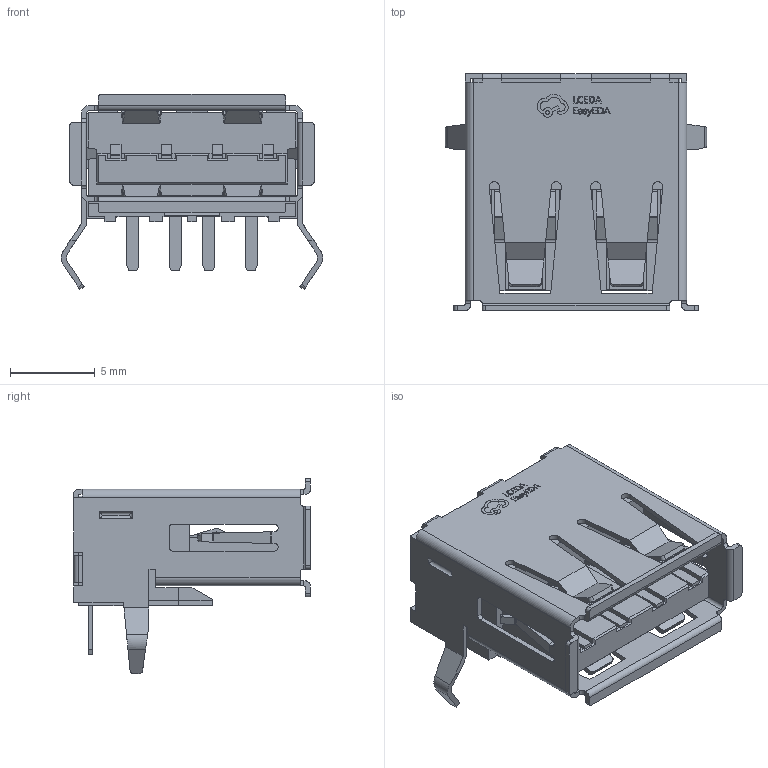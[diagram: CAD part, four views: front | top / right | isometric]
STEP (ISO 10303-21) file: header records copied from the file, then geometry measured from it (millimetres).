
FILE_DESCRIPTION (( 'STEP AP214' ), '1' );
FILE_NAME ('USB-A-TH_USB-231-ARY.step', '2022-07-15T08:58:43', ( '' ), ( '' ), 'SwSTEP 2.0', 'SolidWorks 2020', '' );
FILE_SCHEMA (( 'AUTOMOTIVE_DESIGN' ));
Length unit declared in the file: millimetre
Products named in the file (1): USB-A-TH_USB-231-ARY
Bounding box: 15.45 x 14 x 11.54 mm (x, y, z)
Volume: 753.5 mm3; surface area: 1800.9 mm2
Topology: 19 solids, 19 shells, 743 faces, 2067 edges, 1362 vertices
Faces by surface type: plane 504, cylinder 127, bspline 112
Entity records: 33160 total; most frequent: CARTESIAN_POINT 6469, ORIENTED_EDGE 4134, DIRECTION 3225, EDGE_CURVE 2067, VECTOR 1589, LINE 1589, VERTEX_POINT 1362, AXIS2_PLACEMENT_3D 818
